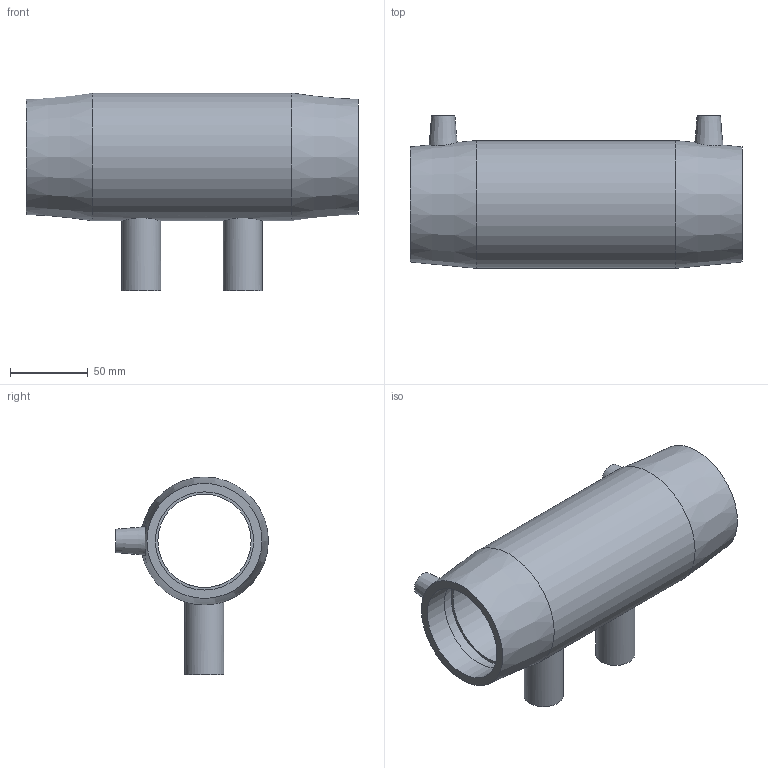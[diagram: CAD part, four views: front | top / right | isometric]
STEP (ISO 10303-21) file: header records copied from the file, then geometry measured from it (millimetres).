
FILE_DESCRIPTION(/* description */ ('PLASSON REDUCING TEE WITH TWO OUTLETS 63X25X25X63'),/* implementation_level */ '2;1');
FILE_NAME(/* name */ '492404063025.ipt.stp',/* time_stamp */ '2017-11-06T09:14:40+02:00',/* author */ ('KIM'),/* organization */ (''),/* preprocessor_version */ 'ST-DEVELOPER v15.6',/* originating_system */ 'Autodesk Inventor 2015',/* authorisation */ '');
FILE_SCHEMA (('AUTOMOTIVE_DESIGN { 1 0 10303 214 3 1 1 }'));
Length unit declared in the file: millimetre
Products named in the file (1): 492404063025
Bounding box: 213 x 98 x 127 mm (x, y, z)
Volume: 459501.9 mm3; surface area: 114841.7 mm2
Topology: 1 solids, 1 shells, 34 faces, 68 edges, 46 vertices
Faces by surface type: cylinder 14, plane 14, cone 6
Full cylindrical faces by diameter (mm): 4 x2, 10 x2, 20 x2, 25 x2, 59.85 x1, 63 x4, 82 x1
Entity records: 920 total; most frequent: CARTESIAN_POINT 305, DIRECTION 130, EDGE_LOOP 72, ORIENTED_EDGE 72, AXIS2_PLACEMENT_3D 65, FACE_BOUND 38, VERTEX_POINT 36, EDGE_CURVE 36
